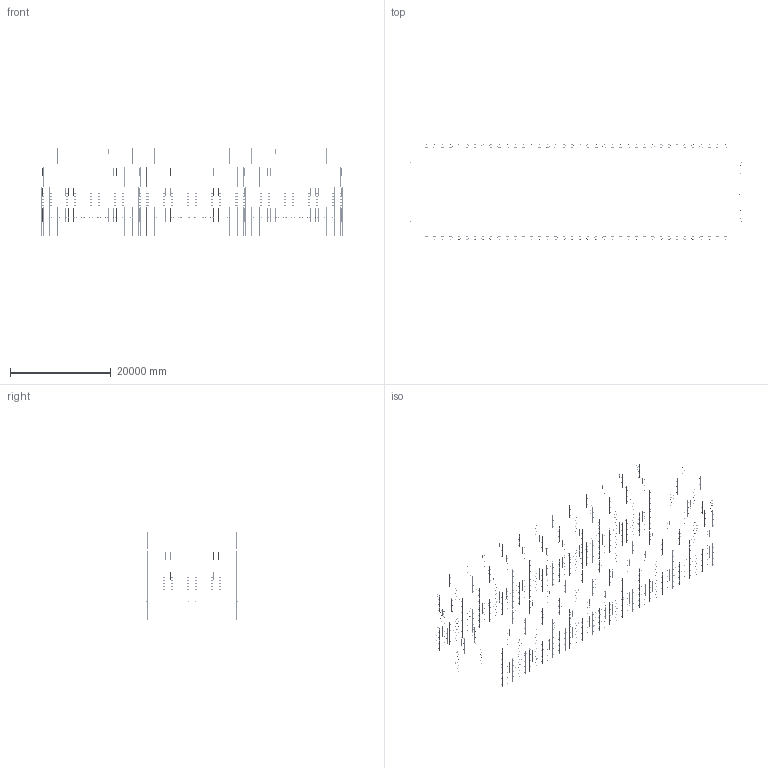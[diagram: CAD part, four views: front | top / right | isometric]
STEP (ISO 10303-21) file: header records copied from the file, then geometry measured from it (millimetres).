
FILE_DESCRIPTION(('CATIA V5-6R2013 STEP','CAx-IF Rec.Pracs.--- Model Styling and Organization---1.4--- 2014-01-23','CAx-IF Rec.Pracs.--- Geometric and Assembly Validation Properties ---4.2---2014-10-09'),'2;1');
FILE_NAME('Cavern S - Chamber ES - Warm Cryostat SP - Side Stairs - ST1086341.stp','2019-09-16T09:12:14+00:00',('none'),('CERN'),'CATIA Version 5-6 Release 2017 SP6 HF16','CATIA V5 STEP AP214','none');
FILE_SCHEMA(('AUTOMOTIVE_DESIGN { 1 0 10303 214 1 1 1 1 }'));
Length unit declared in the file: millimetre
Products named in the file (14): ST1086341_01; ST0805961_01; ST0675315_01; Gathered ST0675315_01 on RectPattern-LongWall-X+Level0ToLevel1; Gathered ST0675315_01 on RectPattern-LongWall-X-Level0ToLevel1; ST0805216_01; Gathered ST0681874_01 on RectPattern-LongWall-X+Level0ToLevel1; Gathered ST0681874_01 on RectPattern-LongWall-X+Level0ToLevel11; ST0809299_01; Gathered ST0809299_01 on RectPattern-LongWall-X+Level3ToLevel4; ST0805965_01; Gathered ST0681874_01 on RectPattern-LongWall-X+Level0ToLevel1_1; Gathered ST0681874_01 on RectPattern-LongWall-X+Level0ToLevel11_1; Gathered ST0809299_01 on RectPattern-LongWall-Y+Level3ToLevel4
Assembly tree (97 placements, depth 4):
  ST1086341_01
    ST0805961_01  x2
      ST0675315_01
      Gathered ST0675315_01 on RectPattern-LongWall-X+Level0ToLevel1
        ST0675315_01  x18
      Gathered ST0675315_01 on RectPattern-LongWall-X-Level0ToLevel1
        ST0675315_01  x18
      ST0805216_01
      Gathered ST0681874_01 on RectPattern-LongWall-X+Level0ToLevel1
        ST0805216_01  x12
      Gathered ST0681874_01 on RectPattern-LongWall-X+Level0ToLevel11
        ST0805216_01  x12
      ST0809299_01
      Gathered ST0809299_01 on RectPattern-LongWall-X+Level3ToLevel4
        ST0809299_01  x11
    ST0805965_01  x2
      ST0805216_01
      Gathered ST0681874_01 on RectPattern-LongWall-X+Level0ToLevel1_1
        ST0805216_01  x2
      Gathered ST0681874_01 on RectPattern-LongWall-X+Level0ToLevel11_1
        ST0805216_01  x2
      ST0809299_01
      ST0675315_01
      Gathered ST0809299_01 on RectPattern-LongWall-Y+Level3ToLevel4
        ST0809299_01
Bounding box: 65745.17 x 18845.17 x 17256 mm (x, y, z)
Volume: 3551014798.9 mm3; surface area: 484513128.4 mm2
Topology: 4720 solids, 4720 shells, 25952 faces, 49536 edges, 33024 vertices
Faces by surface type: plane 20864, cylinder 3968, revolution 1120
Entity records: 13135 total; most frequent: CARTESIAN_POINT 2731, ORIENTED_EDGE 1620, DIRECTION 1584, EDGE_CURVE 810, VECTOR 628, LINE 628, AXIS2_PLACEMENT_3D 542, VERTEX_POINT 540
